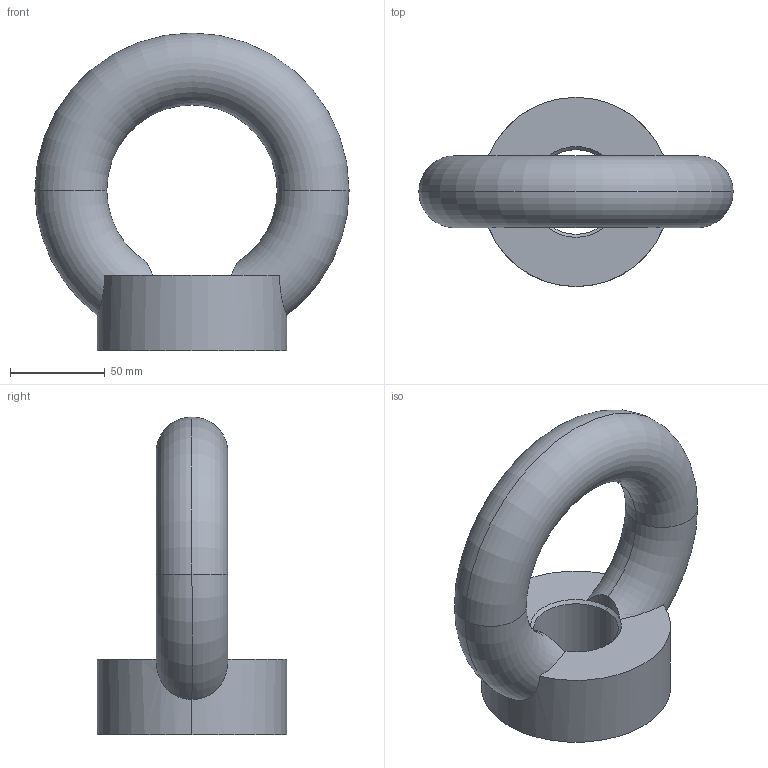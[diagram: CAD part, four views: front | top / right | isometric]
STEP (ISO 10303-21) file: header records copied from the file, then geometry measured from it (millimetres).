
FILE_DESCRIPTION(('STEP AP214'),'1');
FILE_NAME('ecrou_m48x3_din_582.stp','2018-09-11T06:11:39',('TraceParts'),('TraceParts S.A.'),'Spatial InterOp 3D',' ',' ');
FILE_SCHEMA(('automotive_design'));
Length unit declared in the file: millimetre
Products named in the file (1): ecrou_m48x3_din_582
Bounding box: 166 x 100 x 168 mm (x, y, z)
Volume: 605178.5 mm3; surface area: 65755.3 mm2
Topology: 1 solids, 1 shells, 21 faces, 48 edges, 26 vertices
Faces by surface type: cylinder 8, torus 6, cone 4, plane 3
Entity records: 819 total; most frequent: CARTESIAN_POINT 332, DIRECTION 106, ORIENTED_EDGE 96, AXIS2_PLACEMENT_3D 48, EDGE_CURVE 48, VERTEX_POINT 26, CIRCLE 26, EDGE_LOOP 22
